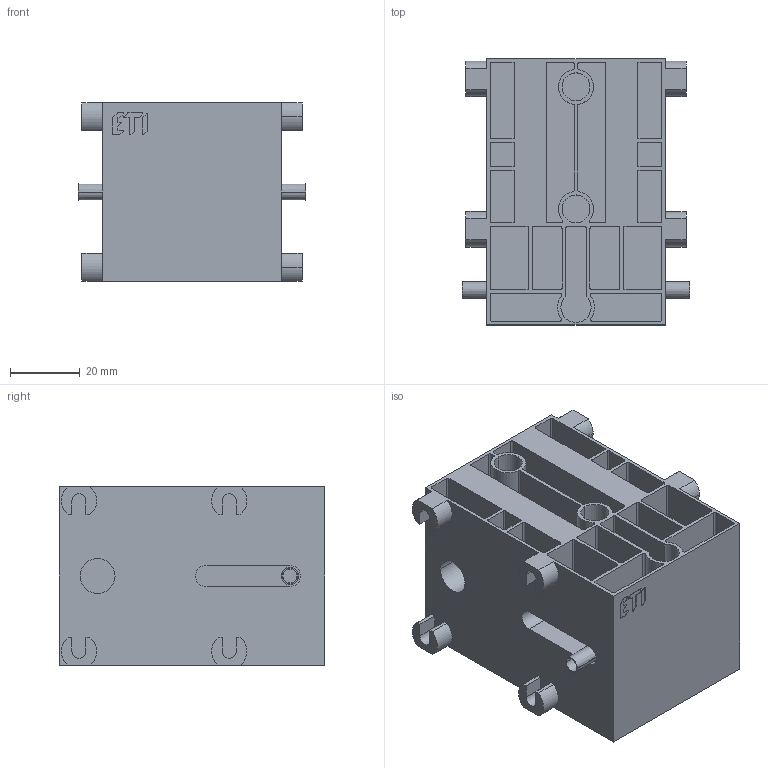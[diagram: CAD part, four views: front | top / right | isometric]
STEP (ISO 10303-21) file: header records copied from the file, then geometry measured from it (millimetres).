
FILE_DESCRIPTION((''),'2;1');
FILE_NAME('2_ASM','2021-06-11T',('marketing.praksa'),('Audax d.o.o.'),'CREO PARAMETRIC BY PTC INC, 2017480','CREO PARAMETRIC BY PTC INC, 2017480','');
FILE_SCHEMA(('AUTOMOTIVE_DESIGN { 1 0 10303 214 1 1 1 1 }'));
Length unit declared in the file: millimetre
Products named in the file (4): 1673557616_4; MTL; PRT9545; 2_ASM
Assembly tree (3 placements, depth 2):
  2_ASM
    1673557616_4
    MTL
    PRT9545
Bounding box: 65 x 76 x 51 mm (x, y, z)
Volume: 95933.2 mm3; surface area: 62361.3 mm2
Topology: 6 solids, 6 shells, 516 faces, 1398 edges, 935 vertices
Faces by surface type: plane 267, cylinder 241, cone 8
Entity records: 24602 total; most frequent: DIRECTION 2951, CARTESIAN_POINT 2866, ORIENTED_EDGE 2796, PRESENTATION_STYLE_ASSIGNMENT 1920, STYLED_ITEM 1920, CURVE_STYLE 1398, EDGE_CURVE 1398, AXIS2_PLACEMENT_3D 1030
